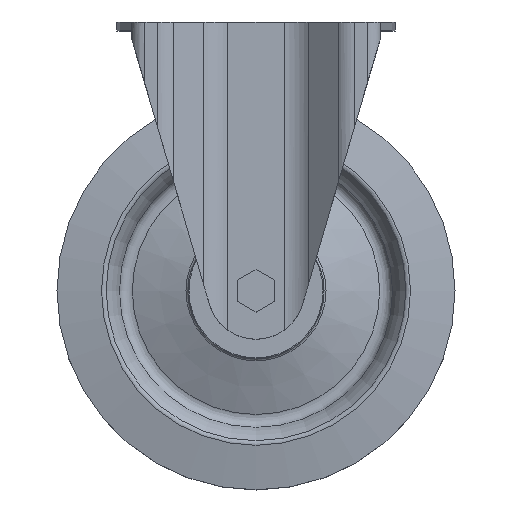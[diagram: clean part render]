
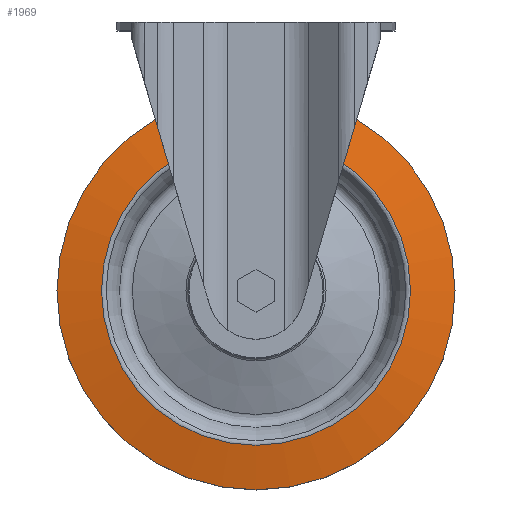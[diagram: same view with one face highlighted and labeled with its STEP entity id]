
A CAD part, top view. The second image highlights one B-rep face of the part: STEP entity #1969.
In plain terms, the highlighted conical face has half-angle 78.949 degrees and reference radius 77.601 mm.
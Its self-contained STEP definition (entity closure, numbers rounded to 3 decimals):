
#21=CONICAL_SURFACE('',#2183,77.601,1.378);
#912=ORIENTED_EDGE('',*,*,#1202,.F.);
#913=ORIENTED_EDGE('',*,*,#1201,.T.);
#1201=EDGE_CURVE('',#1391,#1391,#1477,.T.);
#1202=EDGE_CURVE('',#1392,#1392,#1478,.T.);
#1391=VERTEX_POINT('',#3374);
#1392=VERTEX_POINT('',#3377);
#1477=CIRCLE('',#2182,77.601);
#1478=CIRCLE('',#2184,100.);
#1620=EDGE_LOOP('',(#912));
#1621=EDGE_LOOP('',(#913));
#1786=FACE_BOUND('',#1620,.T.);
#1787=FACE_BOUND('',#1621,.T.);
#1969=ADVANCED_FACE('',(#1786,#1787),#21,.T.);
#2182=AXIS2_PLACEMENT_3D('',#3373,#2736,#2737);
#2183=AXIS2_PLACEMENT_3D('',#3375,#2738,#2739);
#2184=AXIS2_PLACEMENT_3D('',#3376,#2740,#2741);
#2736=DIRECTION('',(0.,0.,-1.));
#2737=DIRECTION('',(-1.,0.,0.));
#2738=DIRECTION('',(0.,0.,-1.));
#2739=DIRECTION('',(-1.,0.,0.));
#2740=DIRECTION('',(0.,0.,-1.));
#2741=DIRECTION('',(-1.,0.,0.));
#3373=CARTESIAN_POINT('',(0.,0.,23.125));
#3374=CARTESIAN_POINT('',(-77.601,0.,23.125));
#3375=CARTESIAN_POINT('',(0.,0.,23.125));
#3376=CARTESIAN_POINT('',(0.,0.,18.75));
#3377=CARTESIAN_POINT('',(-100.,0.,18.75));
